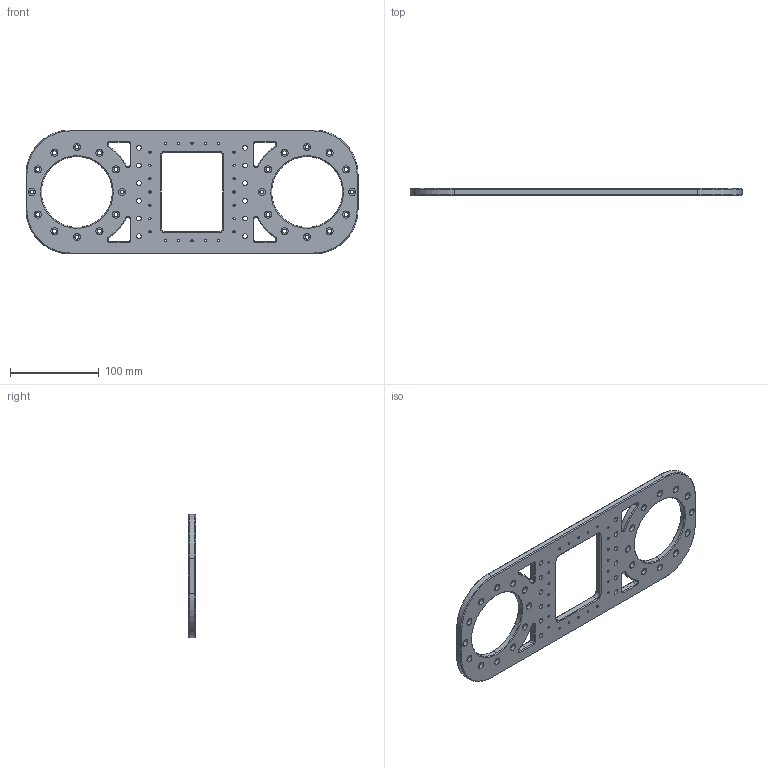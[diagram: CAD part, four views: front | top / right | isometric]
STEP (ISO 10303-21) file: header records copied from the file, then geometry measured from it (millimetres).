
FILE_DESCRIPTION (( 'STEP AP203' ), '1' );
FILE_NAME ('motor2body3.STEP', '2024-10-14T02:40:26', ( 'lance' ), ( '' ), 'SwSTEP 2.0', 'SolidWorks 2021', '' );
FILE_SCHEMA (( 'CONFIG_CONTROL_DESIGN' ));
Length unit declared in the file: millimetre
Products named in the file (1): motor2body3
Bounding box: 375 x 8 x 140 mm (x, y, z)
Volume: 232918.2 mm3; surface area: 88200.2 mm2
Topology: 1 solids, 1 shells, 438 faces, 1078 edges, 662 vertices
Faces by surface type: cylinder 258, cone 92, plane 88
Entity records: 13187 total; most frequent: DIRECTION 2502, CARTESIAN_POINT 2153, ORIENTED_EDGE 2092, EDGE_CURVE 1046, AXIS2_PLACEMENT_3D 1019, VERTEX_POINT 662, EDGE_LOOP 624, CIRCLE 580
